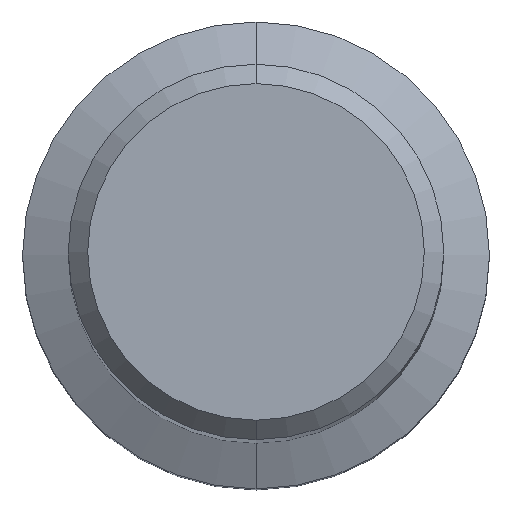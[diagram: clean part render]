
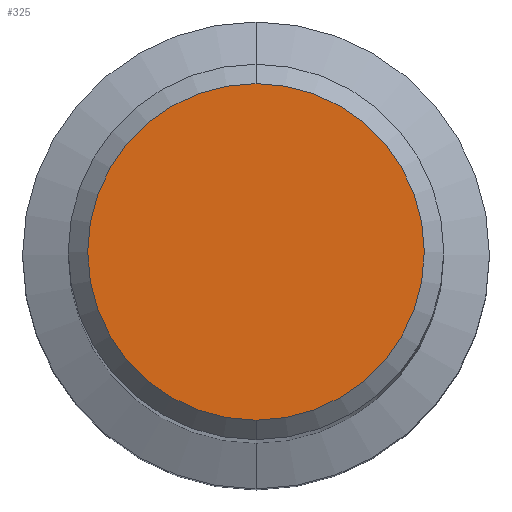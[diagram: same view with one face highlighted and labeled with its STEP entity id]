
A CAD part, top view. The second image highlights one B-rep face of the part: STEP entity #325.
In plain terms, the highlighted planar face has unit normal (0, 0, 1).
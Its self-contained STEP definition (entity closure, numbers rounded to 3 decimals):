
#325=ADVANCED_FACE('',(#690),#691,.T.);
#357=EDGE_CURVE('',#373,#425,#728,.T.);
#365=EDGE_CURVE('',#425,#373,#738,.T.);
#373=VERTEX_POINT('',#746);
#425=VERTEX_POINT('',#802);
#690=FACE_OUTER_BOUND('',#1203,.T.);
#691=PLANE('',#1204);
#728=CIRCLE('',#1279,8.65);
#738=CIRCLE('',#1290,8.65);
#746=CARTESIAN_POINT('',(0.,-8.65,0.0));
#802=CARTESIAN_POINT('',(0.0,8.65,0.0));
#1203=EDGE_LOOP('',(#1840,#1841));
#1204=AXIS2_PLACEMENT_3D('',#1842,#1843,#1844);
#1279=AXIS2_PLACEMENT_3D('',#1884,#1885,#1886);
#1290=AXIS2_PLACEMENT_3D('',#1912,#1913,#1914);
#1840=ORIENTED_EDGE('',*,*,#365,.F.);
#1841=ORIENTED_EDGE('',*,*,#357,.F.);
#1842=CARTESIAN_POINT('',(0.0,4.325,0.0));
#1843=DIRECTION('',(-0.0,0.0,1.0));
#1844=DIRECTION('',(0.0,-1.0,0.0));
#1884=CARTESIAN_POINT('',(0.0,0.0,0.0));
#1885=DIRECTION('',(0.0,0.0,-1.0));
#1886=DIRECTION('',(0.0,1.0,0.0));
#1912=CARTESIAN_POINT('',(0.0,0.0,0.0));
#1913=DIRECTION('',(0.0,0.0,-1.0));
#1914=DIRECTION('',(0.0,1.0,0.0));
